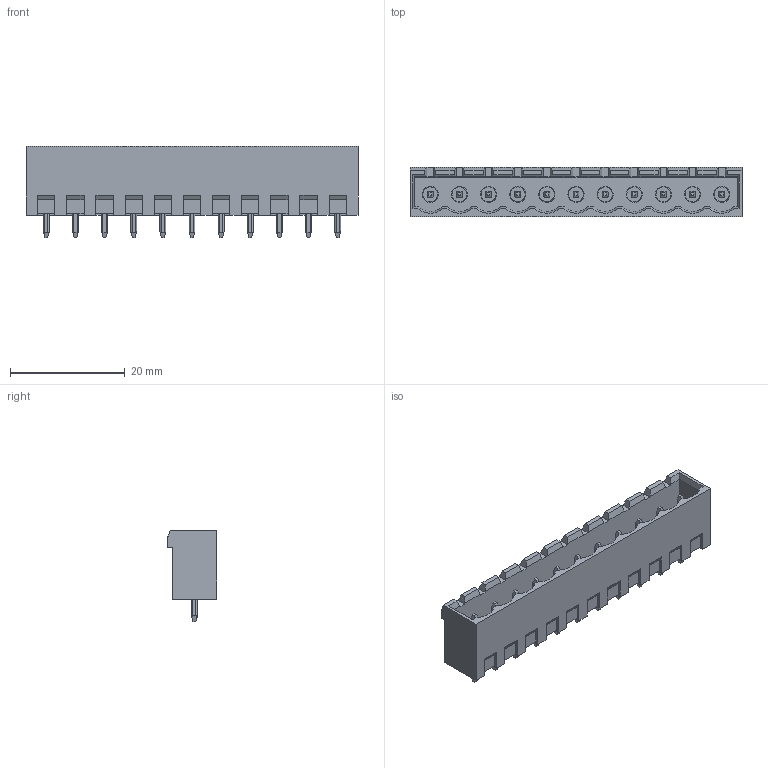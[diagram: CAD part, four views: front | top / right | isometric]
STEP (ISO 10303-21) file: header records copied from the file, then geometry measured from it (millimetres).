
FILE_DESCRIPTION(('STEP AP214'),'1');
FILE_NAME('cctmp_77CB7BD1-0377-4D7A-8DF7-D450FC06F47B_2023_02_03_14_56_37_0117_8708..stp','2023-02-03T14:56:37',('PHOENIX CONTACT Deutschland GmbH'),('CADClick - www.CADClick.com'),'Spatial InterOp 3D',' ','unknown authorization');
FILE_SCHEMA(('AUTOMOTIVE_DESIGN'));
Length unit declared in the file: millimetre
Products named in the file (13): 2023_02_03_14_56_36_0539; 2023_02_03_14_56_37_0117; 2023_02_03_14_56_37_0101; 2023_02_03_14_56_37_0086; 2023_02_03_14_56_37_0070; 2023_02_03_14_56_37_0055; 2023_02_03_14_56_37_0039; 2023_02_03_14_56_37_0023; 2023_02_03_14_56_37_0008; 2023_02_03_14_56_36_0992; 2023_02_03_14_56_36_0976; 2023_02_03_14_56_36_0961; 2023_02_03_14_56_36_0930
Assembly tree (12 placements, depth 2):
  2023_02_03_14_56_36_0539
    2023_02_03_14_56_37_0117
    2023_02_03_14_56_37_0101
    2023_02_03_14_56_37_0086
    2023_02_03_14_56_37_0070
    2023_02_03_14_56_37_0055
    2023_02_03_14_56_37_0039
    2023_02_03_14_56_37_0023
    2023_02_03_14_56_37_0008
    2023_02_03_14_56_36_0992
    2023_02_03_14_56_36_0976
    2023_02_03_14_56_36_0961
    2023_02_03_14_56_36_0930
Bounding box: 57.88 x 8.57 x 15.9 mm (x, y, z)
Volume: 2724.2 mm3; surface area: 4457.2 mm2
Topology: 12 solids, 12 shells, 936 faces, 2646 edges, 1770 vertices
Faces by surface type: plane 645, cylinder 236, cone 44, sphere 11
Entity records: 63460 total; most frequent: CARTESIAN_POINT 11629, ORIENTED_EDGE 5292, STYLED_ITEM 4903, PRESENTATION_STYLE_ASSIGNMENT 4903, COLOUR_RGB 4903, DIRECTION 4675, EDGE_CURVE 2646, CURVE_STYLE 2494
